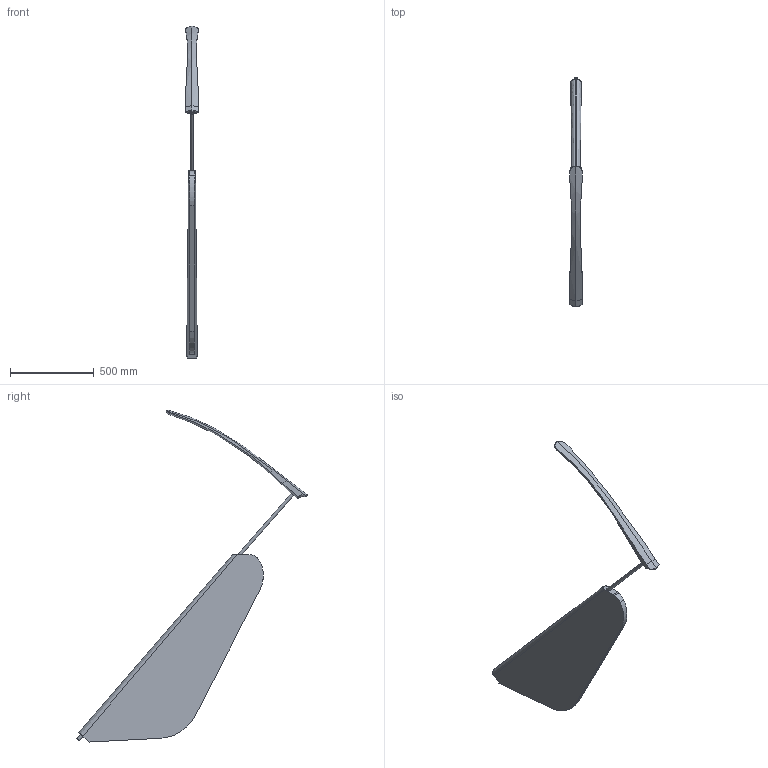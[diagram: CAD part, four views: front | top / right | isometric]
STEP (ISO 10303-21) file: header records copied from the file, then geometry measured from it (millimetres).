
FILE_DESCRIPTION( ( '' ), ' ' );
FILE_NAME( '5bdeaca54448f114ff607b58.step', '2018-11-04T08:24:05', ( '' ), ( '' ), ' ', ' ', ' ' );
FILE_SCHEMA( ( 'AUTOMOTIVE_DESIGN { 1 0 10303 214 1 1 1 1 }' ) );
Length unit declared in the file: metre
Products named in the file (1): rudder
Bounding box: 76.2 x 1378.14 x 1987.88 mm (x, y, z)
Volume: 21899357.4 mm3; surface area: 1304798.6 mm2
Topology: 1 solids, 1 shells, 50 faces, 131 edges, 79 vertices
Faces by surface type: plane 18, cone 12, extrusion 10, bspline 6, cylinder 4
Full cylindrical faces by diameter (mm): 19.05 x2
Entity records: 3002 total; most frequent: CARTESIAN_POINT 1516, ORIENTED_EDGE 246, DIRECTION 164, EDGE_CURVE 123, VERTEX_POINT 79, VECTOR 66, B_SPLINE_CURVE_WITH_KNOTS 63, LINE 56
